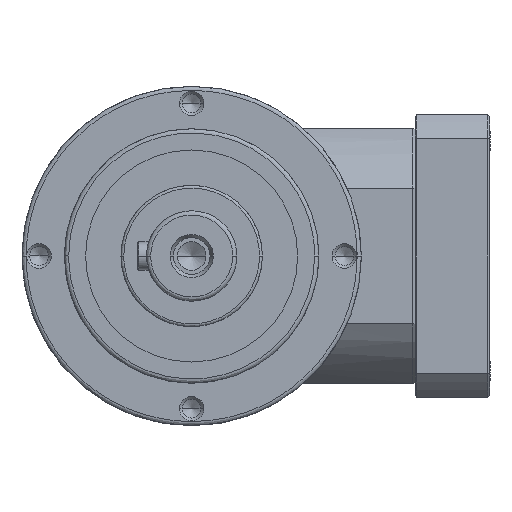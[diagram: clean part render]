
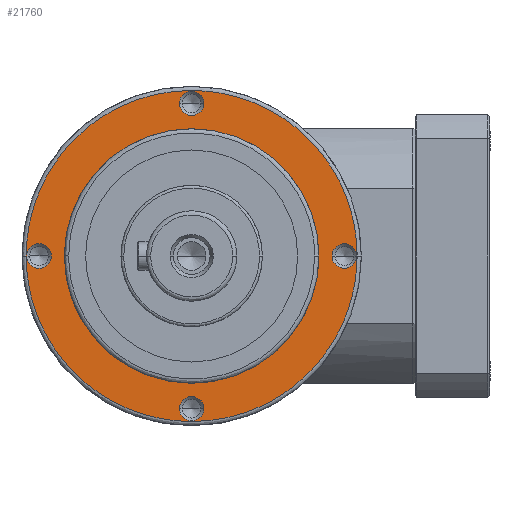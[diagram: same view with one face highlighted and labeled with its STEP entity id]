
A CAD part, left-side view. The second image highlights one B-rep face of the part: STEP entity #21760.
In plain terms, the highlighted face is planar.
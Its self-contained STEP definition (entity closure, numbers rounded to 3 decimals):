
#152 = CARTESIAN_POINT ( 'NONE',  ( 0., 0., 64. ) ) ;
#185 = DIRECTION ( 'NONE',  ( 0., 0., -1. ) ) ;
#247 = AXIS2_PLACEMENT_3D ( 'NONE', #5840, #21462, #8139 ) ;
#469 = ORIENTED_EDGE ( 'NONE', *, *, #5308, .F. ) ;
#578 = FACE_BOUND ( 'NONE', #8853, .T. ) ;
#626 = DIRECTION ( 'NONE',  ( 0., 0., -1. ) ) ;
#676 = ORIENTED_EDGE ( 'NONE', *, *, #22822, .F. ) ;
#981 = DIRECTION ( 'NONE',  ( 0., 0., -1. ) ) ;
#1139 = CARTESIAN_POINT ( 'NONE',  ( -58.324, 0., 64. ) ) ;
#1208 = CIRCLE ( 'NONE', #3476, 4.324 ) ;
#1232 = CARTESIAN_POINT ( 'NONE',  ( 0., 54., 64. ) ) ;
#1635 = CARTESIAN_POINT ( 'NONE',  ( 49.676, 0., 64. ) ) ;
#1794 = CARTESIAN_POINT ( 'NONE',  ( -4.324, 54., 64. ) ) ;
#2448 = EDGE_LOOP ( 'NONE', ( #25610, #9434 ) ) ;
#2484 = DIRECTION ( 'NONE',  ( -1., 0., 0. ) ) ;
#2841 = ORIENTED_EDGE ( 'NONE', *, *, #21801, .T. ) ;
#3055 = CARTESIAN_POINT ( 'NONE',  ( 58.5, 0., 64. ) ) ;
#3116 = CARTESIAN_POINT ( 'NONE',  ( 0., 54., 64. ) ) ;
#3152 = DIRECTION ( 'NONE',  ( 0., 0., -1. ) ) ;
#3308 = CARTESIAN_POINT ( 'NONE',  ( -58.5, 0., 64. ) ) ;
#3476 = AXIS2_PLACEMENT_3D ( 'NONE', #24573, #11238, #26867 ) ;
#3506 = DIRECTION ( 'NONE',  ( 1., 0., 0. ) ) ;
#4512 = AXIS2_PLACEMENT_3D ( 'NONE', #18887, #5461, #21121 ) ;
#5308 = EDGE_CURVE ( 'NONE', #17903, #18893, #17875, .T. ) ;
#5371 = DIRECTION ( 'NONE',  ( 1., 0., 0. ) ) ;
#5461 = DIRECTION ( 'NONE',  ( 0., 0., 1. ) ) ;
#5840 = CARTESIAN_POINT ( 'NONE',  ( 0., -54., 64. ) ) ;
#5902 = FACE_BOUND ( 'NONE', #25800, .T. ) ;
#6640 = FACE_BOUND ( 'NONE', #2448, .T. ) ;
#7727 = EDGE_LOOP ( 'NONE', ( #18676, #16302 ) ) ;
#8139 = DIRECTION ( 'NONE',  ( 1., 0., 0. ) ) ;
#8314 = CARTESIAN_POINT ( 'NONE',  ( 58.5, 117., 64. ) ) ;
#8393 = CARTESIAN_POINT ( 'NONE',  ( 45., 0., 64. ) ) ;
#8449 = CIRCLE ( 'NONE', #13777, 4.324 ) ;
#8550 = AXIS2_PLACEMENT_3D ( 'NONE', #14199, #626, #16342 ) ;
#8853 = EDGE_LOOP ( 'NONE', ( #21522, #23420 ) ) ;
#8945 = CARTESIAN_POINT ( 'NONE',  ( 58.324, 0., 64. ) ) ;
#9222 = VERTEX_POINT ( 'NONE', #22455 ) ;
#9434 = ORIENTED_EDGE ( 'NONE', *, *, #22629, .T. ) ;
#9923 = PLANE ( 'NONE',  #4512 ) ;
#10440 = CARTESIAN_POINT ( 'NONE',  ( -58.5, 117., 64. ) ) ;
#10593 =( BOUNDED_CURVE ( )  B_SPLINE_CURVE ( 3, ( #17135, #10440, #8314, #23830 ),
 .UNSPECIFIED., .F., .F. ) 
 B_SPLINE_CURVE_WITH_KNOTS ( ( 4, 4 ),
 ( 0.5, 1. ),
 .UNSPECIFIED. ) 
 CURVE ( )  GEOMETRIC_REPRESENTATION_ITEM ( )  RATIONAL_B_SPLINE_CURVE ( ( 1., 0.333, 0.333, 1. ) ) 
 REPRESENTATION_ITEM ( '' )  );
#10630 = CIRCLE ( 'NONE', #247, 4.324 ) ;
#10915 = CARTESIAN_POINT ( 'NONE',  ( 0., -54., 64. ) ) ;
#11238 = DIRECTION ( 'NONE',  ( 0., 0., -1. ) ) ;
#11489 = VERTEX_POINT ( 'NONE', #19483 ) ;
#11510 = CIRCLE ( 'NONE', #13624, 4.324 ) ;
#11802 = CARTESIAN_POINT ( 'NONE',  ( -45., 0., 64. ) ) ;
#11881 = FACE_BOUND ( 'NONE', #7727, .T. ) ;
#12443 = EDGE_CURVE ( 'NONE', #13142, #15215, #16708, .T. ) ;
#13142 = VERTEX_POINT ( 'NONE', #27787 ) ;
#13230 = DIRECTION ( 'NONE',  ( 1., 0., 0. ) ) ;
#13505 = EDGE_CURVE ( 'NONE', #27050, #26802, #22448, .T. ) ;
#13555 = AXIS2_PLACEMENT_3D ( 'NONE', #14516, #981, #16672 ) ;
#13624 = AXIS2_PLACEMENT_3D ( 'NONE', #1232, #16900, #3506 ) ;
#13777 = AXIS2_PLACEMENT_3D ( 'NONE', #10915, #26531, #13230 ) ;
#13783 = CARTESIAN_POINT ( 'NONE',  ( 0., 0., 64. ) ) ;
#13931 = CIRCLE ( 'NONE', #13555, 4.324 ) ;
#14199 = CARTESIAN_POINT ( 'NONE',  ( 54., 0., 64. ) ) ;
#14410 = EDGE_CURVE ( 'NONE', #29021, #26181, #23596, .T. ) ;
#14516 = CARTESIAN_POINT ( 'NONE',  ( -54., 0., 64. ) ) ;
#15082 = AXIS2_PLACEMENT_3D ( 'NONE', #152, #15920, #2484 ) ;
#15119 = EDGE_CURVE ( 'NONE', #17179, #22882, #27117, .T. ) ;
#15215 = VERTEX_POINT ( 'NONE', #1139 ) ;
#15480 = ORIENTED_EDGE ( 'NONE', *, *, #15119, .T. ) ;
#15920 = DIRECTION ( 'NONE',  ( 0., 0., -1. ) ) ;
#15945 = DIRECTION ( 'NONE',  ( -1., 0., 0. ) ) ;
#16019 = EDGE_CURVE ( 'NONE', #9222, #11489, #10630, .T. ) ;
#16302 = ORIENTED_EDGE ( 'NONE', *, *, #22124, .T. ) ;
#16342 = DIRECTION ( 'NONE',  ( 1., 0., 0. ) ) ;
#16574 = CARTESIAN_POINT ( 'NONE',  ( -54., 0., 64. ) ) ;
#16672 = DIRECTION ( 'NONE',  ( 1., 0., 0. ) ) ;
#16708 = CIRCLE ( 'NONE', #21566, 4.324 ) ;
#16900 = DIRECTION ( 'NONE',  ( 0., 0., -1. ) ) ;
#17135 = CARTESIAN_POINT ( 'NONE',  ( -58.5, 0., 64. ) ) ;
#17179 = VERTEX_POINT ( 'NONE', #17765 ) ;
#17258 = ORIENTED_EDGE ( 'NONE', *, *, #21413, .T. ) ;
#17765 = CARTESIAN_POINT ( 'NONE',  ( 4.324, 54., 64. ) ) ;
#17768 = FACE_OUTER_BOUND ( 'NONE', #26019, .T. ) ;
#17875 =( BOUNDED_CURVE ( )  B_SPLINE_CURVE ( 3, ( #26366, #27059, #26586, #26359 ),
 .UNSPECIFIED., .F., .F. ) 
 B_SPLINE_CURVE_WITH_KNOTS ( ( 4, 4 ),
 ( 0., 0.5 ),
 .UNSPECIFIED. ) 
 CURVE ( )  GEOMETRIC_REPRESENTATION_ITEM ( )  RATIONAL_B_SPLINE_CURVE ( ( 1., 0.333, 0.333, 1. ) ) 
 REPRESENTATION_ITEM ( '' )  );
#17903 = VERTEX_POINT ( 'NONE', #3055 ) ;
#18676 = ORIENTED_EDGE ( 'NONE', *, *, #14410, .T. ) ;
#18787 = DIRECTION ( 'NONE',  ( 0., 0., -1. ) ) ;
#18832 = DIRECTION ( 'NONE',  ( 1., 0., 0. ) ) ;
#18887 = CARTESIAN_POINT ( 'NONE',  ( 0., 0., 64. ) ) ;
#18893 = VERTEX_POINT ( 'NONE', #3308 ) ;
#19483 = CARTESIAN_POINT ( 'NONE',  ( -4.324, -54., 64. ) ) ;
#21121 = DIRECTION ( 'NONE',  ( 1., 0., 0. ) ) ;
#21413 = EDGE_CURVE ( 'NONE', #11489, #9222, #8449, .T. ) ;
#21462 = DIRECTION ( 'NONE',  ( 0., 0., -1. ) ) ;
#21522 = ORIENTED_EDGE ( 'NONE', *, *, #13505, .T. ) ;
#21566 = AXIS2_PLACEMENT_3D ( 'NONE', #16574, #3152, #18832 ) ;
#21760 = ADVANCED_FACE ( 'NONE', ( #6640, #578, #17768, #11881, #5902, #29041 ), #9923, .T. ) ;
#21801 = EDGE_CURVE ( 'NONE', #22882, #17179, #11510, .T. ) ;
#22124 = EDGE_CURVE ( 'NONE', #26181, #29021, #28984, .T. ) ;
#22448 = CIRCLE ( 'NONE', #8550, 4.324 ) ;
#22455 = CARTESIAN_POINT ( 'NONE',  ( 4.324, -54., 64. ) ) ;
#22474 = EDGE_CURVE ( 'NONE', #26802, #27050, #1208, .T. ) ;
#22629 = EDGE_CURVE ( 'NONE', #15215, #13142, #13931, .T. ) ;
#22772 = AXIS2_PLACEMENT_3D ( 'NONE', #13783, #185, #15945 ) ;
#22822 = EDGE_CURVE ( 'NONE', #18893, #17903, #10593, .T. ) ;
#22882 = VERTEX_POINT ( 'NONE', #1794 ) ;
#23420 = ORIENTED_EDGE ( 'NONE', *, *, #22474, .T. ) ;
#23465 = ORIENTED_EDGE ( 'NONE', *, *, #16019, .T. ) ;
#23596 = CIRCLE ( 'NONE', #15082, 45. ) ;
#23830 = CARTESIAN_POINT ( 'NONE',  ( 58.5, 0., 64. ) ) ;
#24573 = CARTESIAN_POINT ( 'NONE',  ( 54., 0., 64. ) ) ;
#25221 = AXIS2_PLACEMENT_3D ( 'NONE', #3116, #18787, #5371 ) ;
#25610 = ORIENTED_EDGE ( 'NONE', *, *, #12443, .T. ) ;
#25718 = EDGE_LOOP ( 'NONE', ( #23465, #17258 ) ) ;
#25800 = EDGE_LOOP ( 'NONE', ( #15480, #2841 ) ) ;
#26019 = EDGE_LOOP ( 'NONE', ( #676, #469 ) ) ;
#26181 = VERTEX_POINT ( 'NONE', #8393 ) ;
#26359 = CARTESIAN_POINT ( 'NONE',  ( -58.5, 0., 64. ) ) ;
#26366 = CARTESIAN_POINT ( 'NONE',  ( 58.5, 0., 64. ) ) ;
#26531 = DIRECTION ( 'NONE',  ( 0., 0., -1. ) ) ;
#26586 = CARTESIAN_POINT ( 'NONE',  ( -58.5, -117., 64. ) ) ;
#26802 = VERTEX_POINT ( 'NONE', #1635 ) ;
#26867 = DIRECTION ( 'NONE',  ( 1., 0., 0. ) ) ;
#27050 = VERTEX_POINT ( 'NONE', #8945 ) ;
#27059 = CARTESIAN_POINT ( 'NONE',  ( 58.5, -117., 64. ) ) ;
#27117 = CIRCLE ( 'NONE', #25221, 4.324 ) ;
#27787 = CARTESIAN_POINT ( 'NONE',  ( -49.676, 0., 64. ) ) ;
#28984 = CIRCLE ( 'NONE', #22772, 45. ) ;
#29021 = VERTEX_POINT ( 'NONE', #11802 ) ;
#29041 = FACE_BOUND ( 'NONE', #25718, .T. ) ;
